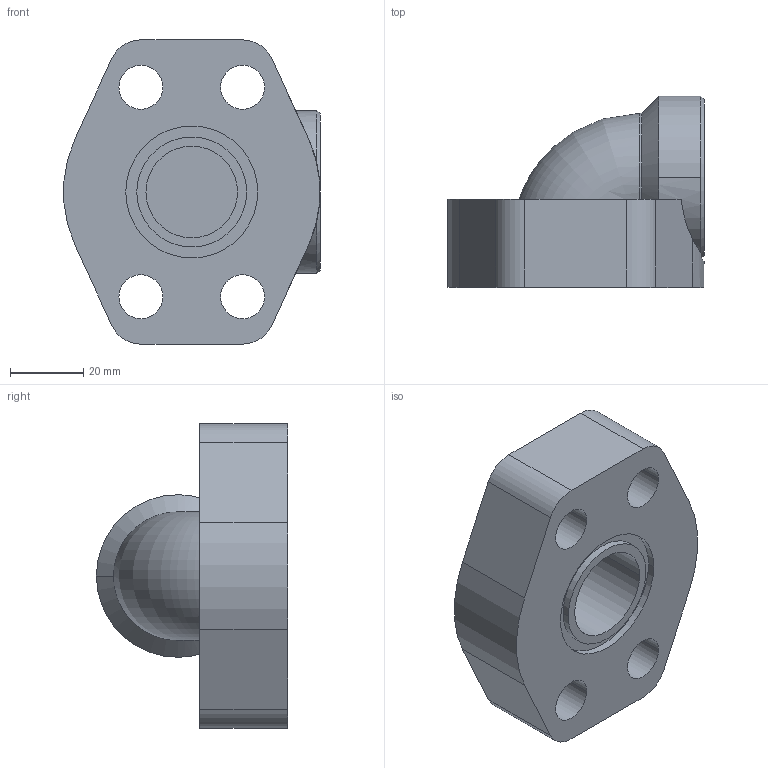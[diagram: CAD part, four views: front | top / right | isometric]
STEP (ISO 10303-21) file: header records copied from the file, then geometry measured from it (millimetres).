
FILE_DESCRIPTION(('STEP AP214'),'1');
FILE_NAME('b5-073.stp','2021-01-28T15:43:53',('TraceParts'),('TraceParts S.A.'),'Spatial InterOp 3D',' ',' ');
FILE_SCHEMA(('AUTOMOTIVE_DESIGN { 1 0 10303 214 1 1 1 1 }'));
Length unit declared in the file: millimetre
Products named in the file (1): b5-073
Bounding box: 69.87 x 52.16 x 83 mm (x, y, z)
Volume: 116375.6 mm3; surface area: 24152.1 mm2
Topology: 1 solids, 1 shells, 51 faces, 131 edges, 86 vertices
Faces by surface type: cylinder 30, plane 14, cone 6, torus 1
Entity records: 1778 total; most frequent: CARTESIAN_POINT 451, DIRECTION 296, ORIENTED_EDGE 262, EDGE_CURVE 131, AXIS2_PLACEMENT_3D 120, VERTEX_POINT 86, CIRCLE 66, EDGE_LOOP 63
